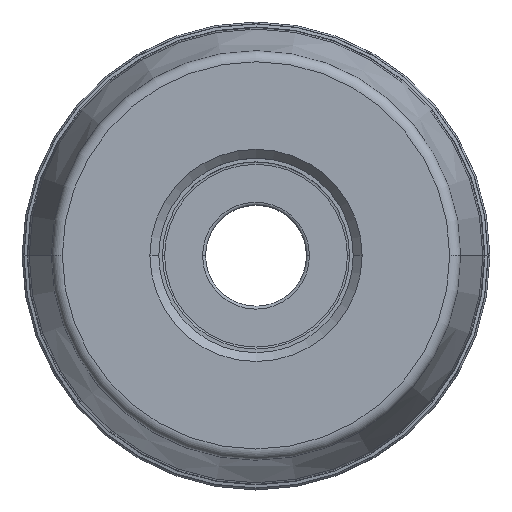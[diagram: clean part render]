
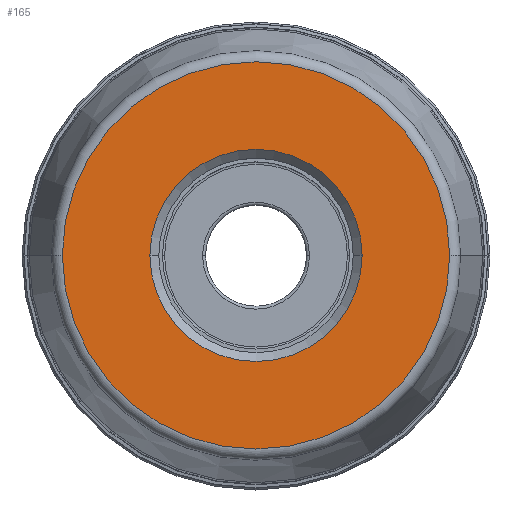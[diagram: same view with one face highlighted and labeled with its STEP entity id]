
A CAD part, top view. The second image highlights one B-rep face of the part: STEP entity #165.
In plain terms, the highlighted planar face has unit normal (0, 0, 1).
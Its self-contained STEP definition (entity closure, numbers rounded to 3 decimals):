
#28=PLANE('',#1710);
#34=FACE_BOUND('',#355,.T.);
#35=FACE_BOUND('',#356,.T.);
#165=ADVANCED_FACE('',(#34,#35),#28,.F.);
#355=EDGE_LOOP('',(#591,#592,#593,#594));
#356=EDGE_LOOP('',(#595,#596,#597,#598));
#591=ORIENTED_EDGE('',*,*,#1075,.F.);
#592=ORIENTED_EDGE('',*,*,#1074,.F.);
#593=ORIENTED_EDGE('',*,*,#1070,.F.);
#594=ORIENTED_EDGE('',*,*,#1069,.F.);
#595=ORIENTED_EDGE('',*,*,#1076,.F.);
#596=ORIENTED_EDGE('',*,*,#1077,.F.);
#597=ORIENTED_EDGE('',*,*,#1078,.F.);
#598=ORIENTED_EDGE('',*,*,#1079,.F.);
#891=VERTEX_POINT('',#3508);
#892=VERTEX_POINT('',#3510);
#893=VERTEX_POINT('',#3512);
#895=VERTEX_POINT('',#3519);
#896=VERTEX_POINT('',#3523);
#897=VERTEX_POINT('',#3524);
#898=VERTEX_POINT('',#3526);
#899=VERTEX_POINT('',#3528);
#1069=EDGE_CURVE('',#891,#892,#1305,.T.);
#1070=EDGE_CURVE('',#892,#893,#1306,.T.);
#1074=EDGE_CURVE('',#893,#895,#1310,.T.);
#1075=EDGE_CURVE('',#895,#891,#1311,.T.);
#1076=EDGE_CURVE('',#896,#897,#1312,.T.);
#1077=EDGE_CURVE('',#898,#896,#1313,.T.);
#1078=EDGE_CURVE('',#899,#898,#1314,.T.);
#1079=EDGE_CURVE('',#897,#899,#1315,.T.);
#1305=CIRCLE('',#1697,26.281);
#1306=CIRCLE('',#1698,26.281);
#1310=CIRCLE('',#1703,26.281);
#1311=CIRCLE('',#1704,26.281);
#1312=CIRCLE('',#1706,14.4);
#1313=CIRCLE('',#1707,14.4);
#1314=CIRCLE('',#1708,14.4);
#1315=CIRCLE('',#1709,14.4);
#1697=AXIS2_PLACEMENT_3D('',#3509,#2082,#2083);
#1698=AXIS2_PLACEMENT_3D('',#3511,#2084,#2085);
#1703=AXIS2_PLACEMENT_3D('',#3518,#2094,#2095);
#1704=AXIS2_PLACEMENT_3D('',#3520,#2096,#2097);
#1706=AXIS2_PLACEMENT_3D('',#3522,#2100,#2101);
#1707=AXIS2_PLACEMENT_3D('',#3525,#2102,#2103);
#1708=AXIS2_PLACEMENT_3D('',#3527,#2104,#2105);
#1709=AXIS2_PLACEMENT_3D('',#3529,#2106,#2107);
#1710=AXIS2_PLACEMENT_3D('',#3530,#2108,#2109);
#2082=DIRECTION('',(0.,0.,-1.));
#2083=DIRECTION('',(1.,0.,0.));
#2084=DIRECTION('',(0.,0.,-1.));
#2085=DIRECTION('',(1.,-0.001,0.));
#2094=DIRECTION('',(0.,0.,-1.));
#2095=DIRECTION('',(-1.,0.,0.));
#2096=DIRECTION('',(0.,0.,-1.));
#2097=DIRECTION('',(-1.,0.001,0.));
#2100=DIRECTION('',(0.,0.,1.));
#2101=DIRECTION('',(0.,-1.,0.));
#2102=DIRECTION('',(0.,0.,1.));
#2103=DIRECTION('',(-1.,0.,0.));
#2104=DIRECTION('',(0.,0.,1.));
#2105=DIRECTION('',(0.,1.,0.));
#2106=DIRECTION('',(0.,0.,1.));
#2107=DIRECTION('',(1.,0.,0.));
#2108=DIRECTION('',(0.,0.,-1.));
#2109=DIRECTION('',(-1.,0.,0.));
#3508=CARTESIAN_POINT('',(26.281,0.,0.));
#3509=CARTESIAN_POINT('',(0.,0.,0.));
#3510=CARTESIAN_POINT('',(26.281,-0.021,0.));
#3511=CARTESIAN_POINT('',(0.,0.,0.));
#3512=CARTESIAN_POINT('',(-26.281,0.,0.));
#3518=CARTESIAN_POINT('',(0.,0.,0.));
#3519=CARTESIAN_POINT('',(-26.281,0.021,0.));
#3520=CARTESIAN_POINT('',(0.,0.,0.));
#3522=CARTESIAN_POINT('',(0.,0.,0.));
#3523=CARTESIAN_POINT('',(0.,-14.4,0.));
#3524=CARTESIAN_POINT('',(14.4,0.,0.));
#3525=CARTESIAN_POINT('',(0.,0.,0.));
#3526=CARTESIAN_POINT('',(-14.4,0.,0.));
#3527=CARTESIAN_POINT('',(0.,0.,0.));
#3528=CARTESIAN_POINT('',(0.,14.4,0.));
#3529=CARTESIAN_POINT('',(0.,0.,0.));
#3530=CARTESIAN_POINT('',(0.,0.,0.));
